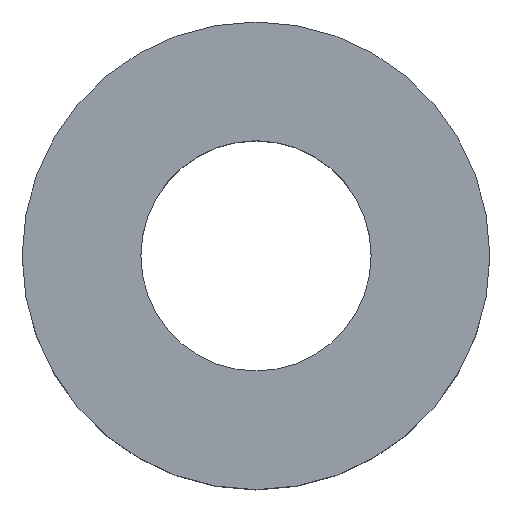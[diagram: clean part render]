
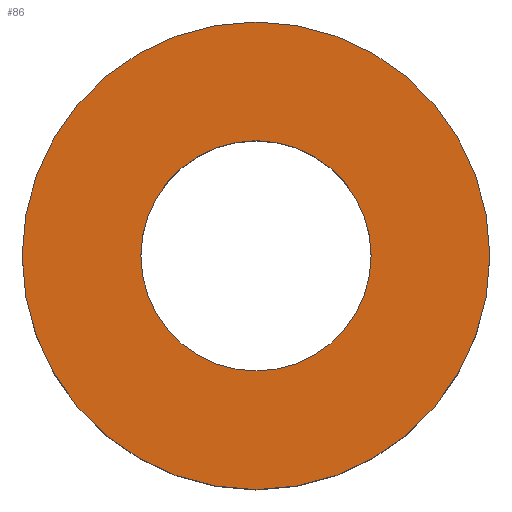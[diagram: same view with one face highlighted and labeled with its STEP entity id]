
A CAD part, top view. The second image highlights one B-rep face of the part: STEP entity #86.
In plain terms, the highlighted planar face has unit normal (0, 0, 1).
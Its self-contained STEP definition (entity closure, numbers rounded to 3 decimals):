
#13 = DIRECTION ( 'NONE',  ( 0., 0., 1. ) ) ;
#20 = PLANE ( 'NONE',  #185 ) ;
#24 = AXIS2_PLACEMENT_3D ( 'NONE', #127, #149, #81 ) ;
#26 = CIRCLE ( 'NONE', #209, 1.92 ) ;
#41 = CIRCLE ( 'NONE', #257, 1.92 ) ;
#53 = CARTESIAN_POINT ( 'NONE',  ( -3.9, 0., 3.25 ) ) ;
#62 = VERTEX_POINT ( 'NONE', #234 ) ;
#77 = CARTESIAN_POINT ( 'NONE',  ( -1.92, 0., 3.25 ) ) ;
#80 = EDGE_CURVE ( 'NONE', #254, #236, #41, .T. ) ;
#81 = DIRECTION ( 'NONE',  ( 1., 0., 0. ) ) ;
#85 = EDGE_LOOP ( 'NONE', ( #232, #108 ) ) ;
#86 = ADVANCED_FACE ( 'NONE', ( #221, #115 ), #20, .T. ) ;
#108 = ORIENTED_EDGE ( 'NONE', *, *, #80, .F. ) ;
#115 = FACE_OUTER_BOUND ( 'NONE', #255, .T. ) ;
#127 = CARTESIAN_POINT ( 'NONE',  ( 0., 0., 3.25 ) ) ;
#131 = CARTESIAN_POINT ( 'NONE',  ( 0., 0., 3.25 ) ) ;
#133 = DIRECTION ( 'NONE',  ( 0., 0., 1. ) ) ;
#134 = CARTESIAN_POINT ( 'NONE',  ( 0., 0., 3.25 ) ) ;
#149 = DIRECTION ( 'NONE',  ( 0., 0., 1. ) ) ;
#154 = CIRCLE ( 'NONE', #24, 3.9 ) ;
#167 = CARTESIAN_POINT ( 'NONE',  ( 0., 0., 3.25 ) ) ;
#179 = DIRECTION ( 'NONE',  ( 1., 0., 0. ) ) ;
#185 = AXIS2_PLACEMENT_3D ( 'NONE', #134, #204, #179 ) ;
#194 = ORIENTED_EDGE ( 'NONE', *, *, #285, .T. ) ;
#201 = ORIENTED_EDGE ( 'NONE', *, *, #244, .T. ) ;
#204 = DIRECTION ( 'NONE',  ( 0., 0., 1. ) ) ;
#209 = AXIS2_PLACEMENT_3D ( 'NONE', #167, #13, #251 ) ;
#216 = DIRECTION ( 'NONE',  ( 1., 0., 0. ) ) ;
#221 = FACE_BOUND ( 'NONE', #85, .T. ) ;
#228 = CIRCLE ( 'NONE', #246, 3.9 ) ;
#232 = ORIENTED_EDGE ( 'NONE', *, *, #266, .F. ) ;
#234 = CARTESIAN_POINT ( 'NONE',  ( 3.9, 0., 3.25 ) ) ;
#235 = DIRECTION ( 'NONE',  ( 0., 0., 1. ) ) ;
#236 = VERTEX_POINT ( 'NONE', #272 ) ;
#242 = DIRECTION ( 'NONE',  ( 1., 0., 0. ) ) ;
#244 = EDGE_CURVE ( 'NONE', #62, #274, #228, .T. ) ;
#246 = AXIS2_PLACEMENT_3D ( 'NONE', #131, #235, #216 ) ;
#251 = DIRECTION ( 'NONE',  ( 1., 0., 0. ) ) ;
#254 = VERTEX_POINT ( 'NONE', #77 ) ;
#255 = EDGE_LOOP ( 'NONE', ( #194, #201 ) ) ;
#257 = AXIS2_PLACEMENT_3D ( 'NONE', #264, #133, #242 ) ;
#264 = CARTESIAN_POINT ( 'NONE',  ( 0., 0., 3.25 ) ) ;
#266 = EDGE_CURVE ( 'NONE', #236, #254, #26, .T. ) ;
#272 = CARTESIAN_POINT ( 'NONE',  ( 1.92, 0., 3.25 ) ) ;
#274 = VERTEX_POINT ( 'NONE', #53 ) ;
#285 = EDGE_CURVE ( 'NONE', #274, #62, #154, .T. ) ;
